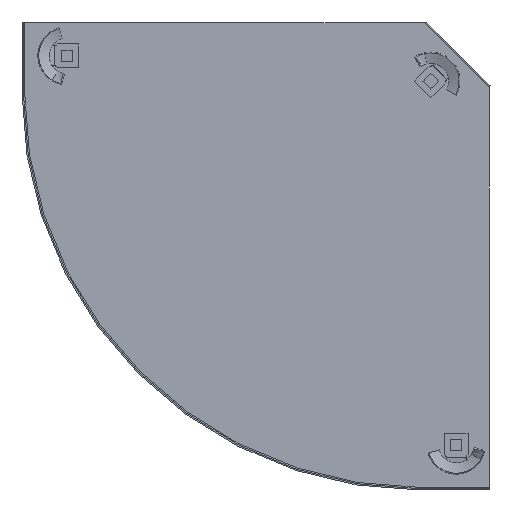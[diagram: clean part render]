
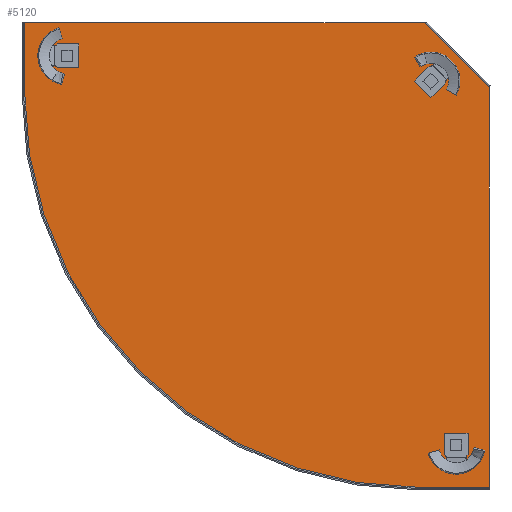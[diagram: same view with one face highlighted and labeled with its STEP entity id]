
A CAD part, front view. The second image highlights one B-rep face of the part: STEP entity #5120.
In plain terms, the highlighted planar face has unit normal (0, -1, 0).
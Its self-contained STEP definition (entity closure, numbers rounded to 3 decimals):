
#22 = CARTESIAN_POINT ( 'NONE',  ( -49.499, -1., -0.093 ) ) ;
#41 = CARTESIAN_POINT ( 'NONE',  ( 0., -1., -50. ) ) ;
#64 = CIRCLE ( 'NONE', #1884, 298.5 ) ;
#117 = EDGE_CURVE ( 'NONE', #4883, #3951, #3806, .T. ) ;
#228 = EDGE_CURVE ( 'NONE', #539, #1130, #1384, .T. ) ;
#368 = ORIENTED_EDGE ( 'NONE', *, *, #2568, .F. ) ;
#400 = ORIENTED_EDGE ( 'NONE', *, *, #117, .T. ) ;
#429 = CARTESIAN_POINT ( 'NONE',  ( -48.737, -1., -0.141 ) ) ;
#450 = VERTEX_POINT ( 'NONE', #41 ) ;
#477 = EDGE_CURVE ( 'NONE', #1075, #3557, #2184, .T. ) ;
#524 = DIRECTION ( 'NONE',  ( 0., 0., 1. ) ) ;
#539 = VERTEX_POINT ( 'NONE', #5550 ) ;
#674 = DIRECTION ( 'NONE',  ( -1., 0., 0. ) ) ;
#681 = LINE ( 'NONE', #1482, #3773 ) ;
#730 = CARTESIAN_POINT ( 'NONE',  ( -44.092, -1., -52.342 ) ) ;
#735 = EDGE_CURVE ( 'NONE', #2070, #1996, #1516, .T. ) ;
#760 = CARTESIAN_POINT ( 'NONE',  ( -25., -1., -319.5 ) ) ;
#813 = CIRCLE ( 'NONE', #5287, 8.25 ) ;
#879 = EDGE_CURVE ( 'NONE', #5099, #3880, #2374, .T. ) ;
#907 = DIRECTION ( 'NONE',  ( 0., 0., 1. ) ) ;
#923 = ORIENTED_EDGE ( 'NONE', *, *, #1064, .F. ) ;
#975 = DIRECTION ( 'NONE',  ( 0., 0., 1. ) ) ;
#998 = AXIS2_PLACEMENT_3D ( 'NONE', #3568, #4884, #975 ) ;
#1064 = EDGE_CURVE ( 'NONE', #5594, #1130, #2718, .T. ) ;
#1071 = EDGE_LOOP ( 'NONE', ( #1855, #4260, #2492, #923, #3120, #3048, #368, #2234 ) ) ;
#1075 = VERTEX_POINT ( 'NONE', #1307 ) ;
#1119 = LINE ( 'NONE', #3650, #5578 ) ;
#1130 = VERTEX_POINT ( 'NONE', #4356 ) ;
#1133 = DIRECTION ( 'NONE',  ( 0., 0., 1. ) ) ;
#1180 = LINE ( 'NONE', #5344, #2651 ) ;
#1279 = CARTESIAN_POINT ( 'NONE',  ( -44.092, -1., -44.092 ) ) ;
#1288 = EDGE_CURVE ( 'NONE', #1996, #2070, #2721, .T. ) ;
#1307 = CARTESIAN_POINT ( 'NONE',  ( -351.5, -1., -53. ) ) ;
#1384 = LINE ( 'NONE', #1786, #4419 ) ;
#1390 = EDGE_CURVE ( 'NONE', #450, #539, #1782, .T. ) ;
#1463 = CARTESIAN_POINT ( 'NONE',  ( -50., -1., 0. ) ) ;
#1482 = CARTESIAN_POINT ( 'NONE',  ( 0., -1., -31.332 ) ) ;
#1516 = CIRCLE ( 'NONE', #5260, 8.25 ) ;
#1527 = AXIS2_PLACEMENT_3D ( 'NONE', #1279, #2191, #907 ) ;
#1646 = FACE_BOUND ( 'NONE', #2487, .T. ) ;
#1701 = CARTESIAN_POINT ( 'NONE',  ( -25., -1., -311.25 ) ) ;
#1710 = DIRECTION ( 'NONE',  ( 0., 0., 1. ) ) ;
#1782 = B_SPLINE_CURVE_WITH_KNOTS ( 'NONE', 3,
 ( #4908, #3174, #3191, #5391, #2324, #3671 ),
 .UNSPECIFIED., .F., .F.,
 ( 4, 2, 4 ),
 ( 0.011, 0.012, 0.013 ),
 .UNSPECIFIED. ) ;
#1786 = CARTESIAN_POINT ( 'NONE',  ( -24.293, -1., -24.293 ) ) ;
#1787 = CARTESIAN_POINT ( 'NONE',  ( -319.5, -1., -16.75 ) ) ;
#1855 = ORIENTED_EDGE ( 'NONE', *, *, #3339, .F. ) ;
#1884 = AXIS2_PLACEMENT_3D ( 'NONE', #3993, #3092, #524 ) ;
#1948 = CARTESIAN_POINT ( 'NONE',  ( -25., -1., -327.75 ) ) ;
#1969 = DIRECTION ( 'NONE',  ( 0., 0., 1. ) ) ;
#1996 = VERTEX_POINT ( 'NONE', #2100 ) ;
#2042 = CARTESIAN_POINT ( 'NONE',  ( -53., -1., -351.5 ) ) ;
#2070 = VERTEX_POINT ( 'NONE', #1787 ) ;
#2100 = CARTESIAN_POINT ( 'NONE',  ( -319.5, -1., -33.25 ) ) ;
#2120 = ORIENTED_EDGE ( 'NONE', *, *, #735, .T. ) ;
#2121 = CARTESIAN_POINT ( 'NONE',  ( -44.092, -1., -35.842 ) ) ;
#2184 = LINE ( 'NONE', #2509, #2382 ) ;
#2191 = DIRECTION ( 'NONE',  ( 0., 1., 0. ) ) ;
#2208 = AXIS2_PLACEMENT_3D ( 'NONE', #2865, #2448, #1133 ) ;
#2234 = ORIENTED_EDGE ( 'NONE', *, *, #4861, .F. ) ;
#2324 = CARTESIAN_POINT ( 'NONE',  ( -0.141, -1., -48.737 ) ) ;
#2374 = CIRCLE ( 'NONE', #5272, 8.25 ) ;
#2382 = VECTOR ( 'NONE', #1710, 1000. ) ;
#2411 = DIRECTION ( 'NONE',  ( 0., 1., 0. ) ) ;
#2448 = DIRECTION ( 'NONE',  ( 0., 1., 0. ) ) ;
#2487 = EDGE_LOOP ( 'NONE', ( #5542, #2521 ) ) ;
#2492 = ORIENTED_EDGE ( 'NONE', *, *, #228, .T. ) ;
#2509 = CARTESIAN_POINT ( 'NONE',  ( -351.5, -1., 0. ) ) ;
#2521 = ORIENTED_EDGE ( 'NONE', *, *, #879, .T. ) ;
#2568 = EDGE_CURVE ( 'NONE', #3559, #1075, #64, .T. ) ;
#2571 = DIRECTION ( 'NONE',  ( 0., 1., 0. ) ) ;
#2651 = VECTOR ( 'NONE', #674, 1000. ) ;
#2718 = B_SPLINE_CURVE_WITH_KNOTS ( 'NONE', 3,
 ( #3003, #3040, #22, #3485, #429, #3452 ),
 .UNSPECIFIED., .F., .F.,
 ( 4, 2, 4 ),
 ( 0.011, 0.012, 0.013 ),
 .UNSPECIFIED. ) ;
#2721 = CIRCLE ( 'NONE', #998, 8.25 ) ;
#2861 = EDGE_CURVE ( 'NONE', #3951, #4883, #813, .T. ) ;
#2865 = CARTESIAN_POINT ( 'NONE',  ( -53., -1., -53. ) ) ;
#2952 = DIRECTION ( 'NONE',  ( 0., 1., 0. ) ) ;
#2968 = DIRECTION ( 'NONE',  ( 0., 0., 1. ) ) ;
#2983 = DIRECTION ( 'NONE',  ( 0., 0., 1. ) ) ;
#2984 = ORIENTED_EDGE ( 'NONE', *, *, #2861, .T. ) ;
#3003 = CARTESIAN_POINT ( 'NONE',  ( -50., -1., 0. ) ) ;
#3040 = CARTESIAN_POINT ( 'NONE',  ( -49.749, -1., -0.046 ) ) ;
#3048 = ORIENTED_EDGE ( 'NONE', *, *, #477, .F. ) ;
#3092 = DIRECTION ( 'NONE',  ( 0., 1., 0. ) ) ;
#3117 = FACE_BOUND ( 'NONE', #4767, .T. ) ;
#3120 = ORIENTED_EDGE ( 'NONE', *, *, #5074, .F. ) ;
#3174 = CARTESIAN_POINT ( 'NONE',  ( -0.046, -1., -49.749 ) ) ;
#3191 = CARTESIAN_POINT ( 'NONE',  ( -0.093, -1., -49.499 ) ) ;
#3328 = DIRECTION ( 'NONE',  ( 0., 1., 0. ) ) ;
#3339 = EDGE_CURVE ( 'NONE', #450, #5320, #681, .T. ) ;
#3356 = DIRECTION ( 'NONE',  ( 1., 0., 0. ) ) ;
#3452 = CARTESIAN_POINT ( 'NONE',  ( -48.484, -1., -0.101 ) ) ;
#3485 = CARTESIAN_POINT ( 'NONE',  ( -48.993, -1., -0.141 ) ) ;
#3507 = CARTESIAN_POINT ( 'NONE',  ( -25., -1., -319.5 ) ) ;
#3557 = VERTEX_POINT ( 'NONE', #4977 ) ;
#3559 = VERTEX_POINT ( 'NONE', #2042 ) ;
#3568 = CARTESIAN_POINT ( 'NONE',  ( -319.5, -1., -25. ) ) ;
#3650 = CARTESIAN_POINT ( 'NONE',  ( -351.5, -1., 0. ) ) ;
#3671 = CARTESIAN_POINT ( 'NONE',  ( -0.101, -1., -48.484 ) ) ;
#3773 = VECTOR ( 'NONE', #4915, 1000. ) ;
#3806 = CIRCLE ( 'NONE', #4716, 8.25 ) ;
#3880 = VERTEX_POINT ( 'NONE', #2121 ) ;
#3927 = FACE_OUTER_BOUND ( 'NONE', #1071, .T. ) ;
#3951 = VERTEX_POINT ( 'NONE', #1701 ) ;
#3992 = CIRCLE ( 'NONE', #1527, 8.25 ) ;
#3993 = CARTESIAN_POINT ( 'NONE',  ( -53., -1., -53. ) ) ;
#4217 = ORIENTED_EDGE ( 'NONE', *, *, #1288, .T. ) ;
#4260 = ORIENTED_EDGE ( 'NONE', *, *, #1390, .T. ) ;
#4356 = CARTESIAN_POINT ( 'NONE',  ( -48.484, -1., -0.101 ) ) ;
#4419 = VECTOR ( 'NONE', #4925, 1000. ) ;
#4438 = EDGE_LOOP ( 'NONE', ( #2120, #4217 ) ) ;
#4652 = PLANE ( 'NONE',  #2208 ) ;
#4716 = AXIS2_PLACEMENT_3D ( 'NONE', #3507, #2571, #2983 ) ;
#4767 = EDGE_LOOP ( 'NONE', ( #2984, #400 ) ) ;
#4861 = EDGE_CURVE ( 'NONE', #5320, #3559, #1180, .T. ) ;
#4883 = VERTEX_POINT ( 'NONE', #1948 ) ;
#4884 = DIRECTION ( 'NONE',  ( 0., 1., 0. ) ) ;
#4908 = CARTESIAN_POINT ( 'NONE',  ( 0., -1., -50. ) ) ;
#4915 = DIRECTION ( 'NONE',  ( 0., 0., -1. ) ) ;
#4925 = DIRECTION ( 'NONE',  ( -0.707, 0., 0.707 ) ) ;
#4977 = CARTESIAN_POINT ( 'NONE',  ( -351.5, -1., 0. ) ) ;
#5074 = EDGE_CURVE ( 'NONE', #3557, #5594, #1119, .T. ) ;
#5099 = VERTEX_POINT ( 'NONE', #730 ) ;
#5120 = ADVANCED_FACE ( 'NONE', ( #3927, #5371, #3117, #1646 ), #4652, .F. ) ;
#5260 = AXIS2_PLACEMENT_3D ( 'NONE', #5324, #2952, #2968 ) ;
#5272 = AXIS2_PLACEMENT_3D ( 'NONE', #5492, #3328, #5471 ) ;
#5287 = AXIS2_PLACEMENT_3D ( 'NONE', #760, #2411, #1969 ) ;
#5320 = VERTEX_POINT ( 'NONE', #5605 ) ;
#5324 = CARTESIAN_POINT ( 'NONE',  ( -319.5, -1., -25. ) ) ;
#5344 = CARTESIAN_POINT ( 'NONE',  ( 0., -1., -351.5 ) ) ;
#5371 = FACE_BOUND ( 'NONE', #4438, .T. ) ;
#5384 = EDGE_CURVE ( 'NONE', #3880, #5099, #3992, .T. ) ;
#5391 = CARTESIAN_POINT ( 'NONE',  ( -0.141, -1., -48.993 ) ) ;
#5471 = DIRECTION ( 'NONE',  ( 0., 0., 1. ) ) ;
#5492 = CARTESIAN_POINT ( 'NONE',  ( -44.092, -1., -44.092 ) ) ;
#5542 = ORIENTED_EDGE ( 'NONE', *, *, #5384, .T. ) ;
#5550 = CARTESIAN_POINT ( 'NONE',  ( -0.101, -1., -48.484 ) ) ;
#5578 = VECTOR ( 'NONE', #3356, 1000. ) ;
#5594 = VERTEX_POINT ( 'NONE', #1463 ) ;
#5605 = CARTESIAN_POINT ( 'NONE',  ( 0., -1., -351.5 ) ) ;
